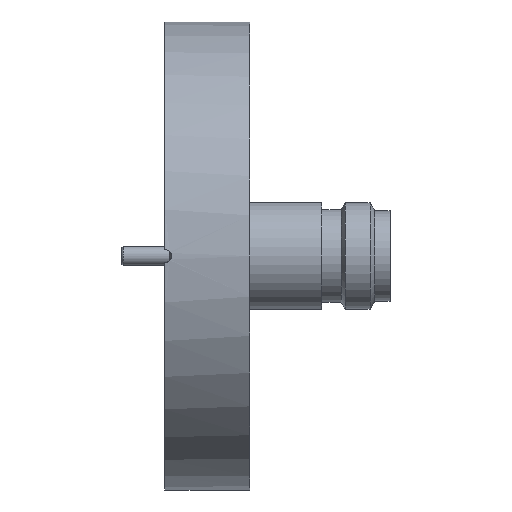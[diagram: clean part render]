
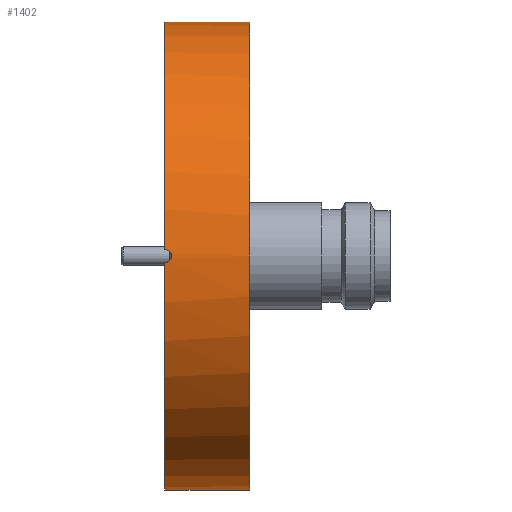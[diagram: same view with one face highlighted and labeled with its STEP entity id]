
A CAD part, left-side view. The second image highlights one B-rep face of the part: STEP entity #1402.
In plain terms, the highlighted cylindrical face has radius 35 mm (diameter 70 mm), a partial arc.
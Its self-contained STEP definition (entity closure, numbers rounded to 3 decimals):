
#30 = EDGE_LOOP ( 'NONE', ( #554, #1059, #2399, #210, #1955, #1582 ) ) ;
#210 = ORIENTED_EDGE ( 'NONE', *, *, #678, .F. ) ;
#211 = CARTESIAN_POINT ( 'NONE',  ( 0., -12.7, -35. ) ) ;
#225 = CARTESIAN_POINT ( 'NONE',  ( -34.986, 0., -1. ) ) ;
#316 = EDGE_CURVE ( 'NONE', #2466, #2173, #625, .T. ) ;
#358 = DIRECTION ( 'NONE',  ( 0., 1., 0. ) ) ;
#361 = VERTEX_POINT ( 'NONE', #211 ) ;
#383 = CARTESIAN_POINT ( 'NONE',  ( -34.991, -0.615, 0.799 ) ) ;
#422 = CARTESIAN_POINT ( 'NONE',  ( -35., -1., -0.13 ) ) ;
#454 = CARTESIAN_POINT ( 'NONE',  ( 0., 0., 0. ) ) ;
#540 = DIRECTION ( 'NONE',  ( 0., 0., 1. ) ) ;
#554 = ORIENTED_EDGE ( 'NONE', *, *, #1236, .F. ) ;
#594 = AXIS2_PLACEMENT_3D ( 'NONE', #621, #1479, #2726 ) ;
#597 = VECTOR ( 'NONE', #1790, 1000. ) ;
#621 = CARTESIAN_POINT ( 'NONE',  ( 0., 0., 0. ) ) ;
#625 = B_SPLINE_CURVE_WITH_KNOTS ( 'NONE', 3,
 ( #2512, #2297, #1023, #2552, #383, #803, #644, #2086, #858, #422, #1881, #1894, #1500, #1281, #2747, #225 ),
 .UNSPECIFIED., .F., .F.,
 ( 4, 2, 2, 2, 2, 2, 2, 4 ),
 ( 0., 0., 0.001, 0.001, 0.002, 0.002, 0.002, 0.003 ),
 .UNSPECIFIED. ) ;
#644 = CARTESIAN_POINT ( 'NONE',  ( -34.997, -0.874, 0.503 ) ) ;
#678 = EDGE_CURVE ( 'NONE', #2466, #1396, #729, .T. ) ;
#729 = CIRCLE ( 'NONE', #594, 35. ) ;
#737 = LINE ( 'NONE', #2412, #597 ) ;
#774 = AXIS2_PLACEMENT_3D ( 'NONE', #454, #1746, #1953 ) ;
#803 = CARTESIAN_POINT ( 'NONE',  ( -34.995, -0.799, 0.615 ) ) ;
#816 = EDGE_CURVE ( 'NONE', #2743, #2173, #2693, .T. ) ;
#858 = CARTESIAN_POINT ( 'NONE',  ( -35., -1., 0.131 ) ) ;
#939 = CARTESIAN_POINT ( 'NONE',  ( 0., -12.7, 35. ) ) ;
#998 = FACE_OUTER_BOUND ( 'NONE', #30, .T. ) ;
#1023 = CARTESIAN_POINT ( 'NONE',  ( -34.986, -0.262, 0.974 ) ) ;
#1059 = ORIENTED_EDGE ( 'NONE', *, *, #1776, .T. ) ;
#1177 = CYLINDRICAL_SURFACE ( 'NONE', #1586, 35. ) ;
#1236 = EDGE_CURVE ( 'NONE', #361, #2743, #737, .T. ) ;
#1281 = CARTESIAN_POINT ( 'NONE',  ( -34.989, -0.521, -0.893 ) ) ;
#1396 = VERTEX_POINT ( 'NONE', #1406 ) ;
#1402 = ADVANCED_FACE ( 'NONE', ( #998 ), #1177, .T. ) ;
#1406 = CARTESIAN_POINT ( 'NONE',  ( 0., 0., 35. ) ) ;
#1479 = DIRECTION ( 'NONE',  ( 0., 1., 0. ) ) ;
#1500 = CARTESIAN_POINT ( 'NONE',  ( -34.995, -0.801, -0.613 ) ) ;
#1582 = ORIENTED_EDGE ( 'NONE', *, *, #816, .F. ) ;
#1586 = AXIS2_PLACEMENT_3D ( 'NONE', #2242, #358, #2468 ) ;
#1687 = AXIS2_PLACEMENT_3D ( 'NONE', #1842, #2695, #540 ) ;
#1746 = DIRECTION ( 'NONE',  ( 0., 1., 0. ) ) ;
#1776 = EDGE_CURVE ( 'NONE', #361, #2578, #2632, .T. ) ;
#1790 = DIRECTION ( 'NONE',  ( 0., 1., 0. ) ) ;
#1842 = CARTESIAN_POINT ( 'NONE',  ( 0., -12.7, 0. ) ) ;
#1881 = CARTESIAN_POINT ( 'NONE',  ( -34.999, -0.974, -0.261 ) ) ;
#1894 = CARTESIAN_POINT ( 'NONE',  ( -34.997, -0.874, -0.503 ) ) ;
#1950 = LINE ( 'NONE', #939, #2134 ) ;
#1953 = DIRECTION ( 'NONE',  ( 0., 0., 1. ) ) ;
#1955 = ORIENTED_EDGE ( 'NONE', *, *, #316, .T. ) ;
#1968 = CARTESIAN_POINT ( 'NONE',  ( 0., -12.7, 35. ) ) ;
#2043 = CARTESIAN_POINT ( 'NONE',  ( -34.986, 0., -1. ) ) ;
#2086 = CARTESIAN_POINT ( 'NONE',  ( -34.999, -0.974, 0.263 ) ) ;
#2134 = VECTOR ( 'NONE', #2653, 1000. ) ;
#2173 = VERTEX_POINT ( 'NONE', #2043 ) ;
#2211 = CARTESIAN_POINT ( 'NONE',  ( -34.986, 0., 1. ) ) ;
#2242 = CARTESIAN_POINT ( 'NONE',  ( 0., -12.7, 0. ) ) ;
#2297 = CARTESIAN_POINT ( 'NONE',  ( -34.986, -0.132, 1. ) ) ;
#2399 = ORIENTED_EDGE ( 'NONE', *, *, #2526, .T. ) ;
#2404 = CARTESIAN_POINT ( 'NONE',  ( 0., 0., -35. ) ) ;
#2412 = CARTESIAN_POINT ( 'NONE',  ( 0., -12.7, -35. ) ) ;
#2466 = VERTEX_POINT ( 'NONE', #2211 ) ;
#2468 = DIRECTION ( 'NONE',  ( 0., 0., 1. ) ) ;
#2512 = CARTESIAN_POINT ( 'NONE',  ( -34.986, 0., 1. ) ) ;
#2526 = EDGE_CURVE ( 'NONE', #2578, #1396, #1950, .T. ) ;
#2552 = CARTESIAN_POINT ( 'NONE',  ( -34.989, -0.504, 0.874 ) ) ;
#2578 = VERTEX_POINT ( 'NONE', #1968 ) ;
#2632 = CIRCLE ( 'NONE', #1687, 35. ) ;
#2653 = DIRECTION ( 'NONE',  ( 0., 1., 0. ) ) ;
#2693 = CIRCLE ( 'NONE', #774, 35. ) ;
#2695 = DIRECTION ( 'NONE',  ( 0., 1., 0. ) ) ;
#2726 = DIRECTION ( 'NONE',  ( 0., 0., 1. ) ) ;
#2743 = VERTEX_POINT ( 'NONE', #2404 ) ;
#2747 = CARTESIAN_POINT ( 'NONE',  ( -34.986, -0.264, -1. ) ) ;
